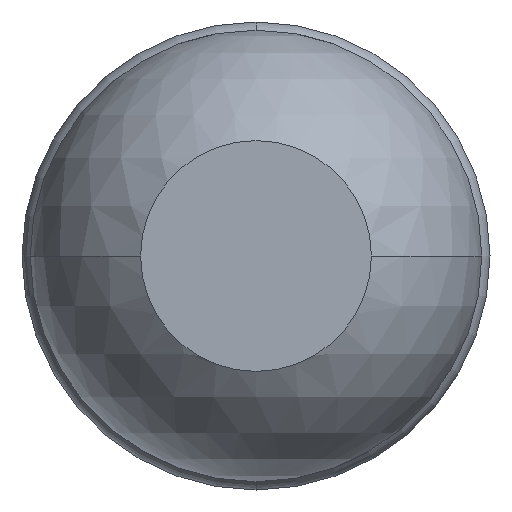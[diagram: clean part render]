
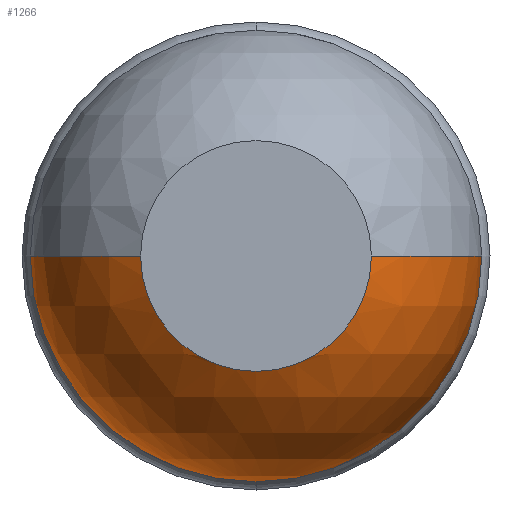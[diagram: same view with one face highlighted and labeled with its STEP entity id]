
A CAD part, front view. The second image highlights one B-rep face of the part: STEP entity #1266.
In plain terms, the highlighted spherical face has radius 0.685 mm.
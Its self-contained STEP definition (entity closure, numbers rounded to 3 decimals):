
#75 = CIRCLE ( 'NONE', #578, 0.685 ) ;
#93 = ORIENTED_EDGE ( 'NONE', *, *, #3271, .T. ) ;
#240 = EDGE_CURVE ( 'Defeature ausgef�hrt1_14+Defeature ausgef�hrt1_13+Defeature ausgef�hrt1_13+Defeature ausgef�hrt1_13', #756, #381, #75, .T. ) ;
#381 = VERTEX_POINT ( 'NONE', #2143 ) ;
#394 = EDGE_CURVE ( 'NONE', #1333, #756, #3936, .T. ) ;
#543 = EDGE_LOOP ( 'NONE', ( #2289, #93, #2075, #1385, #1273, #2303 ) ) ;
#578 = AXIS2_PLACEMENT_3D ( 'NONE', #3388, #2360, #1312 ) ;
#637 = CARTESIAN_POINT ( 'NONE',  ( 0., -27., -0.35 ) ) ;
#670 = DIRECTION ( 'NONE',  ( 0., 0., 1. ) ) ;
#756 = VERTEX_POINT ( 'NONE', #3805 ) ;
#1053 = CARTESIAN_POINT ( 'NONE',  ( -0.685, -26.411, 0. ) ) ;
#1129 = DIRECTION ( 'NONE',  ( 0., 0., -1. ) ) ;
#1157 = VERTEX_POINT ( 'NONE', #1053 ) ;
#1266 = ADVANCED_FACE ( 'Defeature ausgef�hrt1_13', ( #2507 ), #1919, .T. ) ;
#1273 = ORIENTED_EDGE ( 'NONE', *, *, #394, .F. ) ;
#1289 = CIRCLE ( 'NONE', #4054, 0.685 ) ;
#1312 = DIRECTION ( 'NONE',  ( 0., 0., 1. ) ) ;
#1333 = VERTEX_POINT ( 'NONE', #2480 ) ;
#1363 = DIRECTION ( 'NONE',  ( 1., 0., 0. ) ) ;
#1373 = CIRCLE ( 'NONE', #3868, 0.35 ) ;
#1385 = ORIENTED_EDGE ( 'NONE', *, *, #240, .F. ) ;
#1462 = EDGE_CURVE ( 'Defeature ausgef�hrt1_15+Defeature ausgef�hrt1_13+Defeature ausgef�hrt1_13+Defeature ausgef�hrt1_13', #2238, #1333, #3765, .T. ) ;
#1570 = EDGE_CURVE ( 'Defeature ausgef�hrt1_15+Defeature ausgef�hrt1_13+Defeature ausgef�hrt1_13+Defeature ausgef�hrt1_13', #4070, #2238, #1373, .T. ) ;
#1723 = CARTESIAN_POINT ( 'NONE',  ( 0., -26.411, 0. ) ) ;
#1919 = SPHERICAL_SURFACE ( 'NONE', #3719, 0.685 ) ;
#2075 = ORIENTED_EDGE ( 'NONE', *, *, #4193, .F. ) ;
#2143 = CARTESIAN_POINT ( 'NONE',  ( 0., -26.411, -0.685 ) ) ;
#2238 = VERTEX_POINT ( 'NONE', #637 ) ;
#2289 = ORIENTED_EDGE ( 'NONE', *, *, #1570, .F. ) ;
#2303 = ORIENTED_EDGE ( 'NONE', *, *, #1462, .F. ) ;
#2360 = DIRECTION ( 'NONE',  ( 0., 1., 0. ) ) ;
#2480 = CARTESIAN_POINT ( 'NONE',  ( 0.35, -27., 0. ) ) ;
#2507 = FACE_OUTER_BOUND ( 'NONE', #543, .T. ) ;
#2530 = CARTESIAN_POINT ( 'NONE',  ( 0., -26.411, 0. ) ) ;
#2782 = DIRECTION ( 'NONE',  ( 0., 0., -1. ) ) ;
#2866 = DIRECTION ( 'NONE',  ( 0., 0., 1. ) ) ;
#2921 = DIRECTION ( 'NONE',  ( 0., 0., -1. ) ) ;
#2923 = CIRCLE ( 'NONE', #3187, 0.685 ) ;
#3077 = CARTESIAN_POINT ( 'NONE',  ( 0., -26.411, 0. ) ) ;
#3131 = AXIS2_PLACEMENT_3D ( 'NONE', #3583, #3261, #2921 ) ;
#3170 = DIRECTION ( 'NONE',  ( -1., 0., 0. ) ) ;
#3187 = AXIS2_PLACEMENT_3D ( 'NONE', #3077, #4090, #670 ) ;
#3261 = DIRECTION ( 'NONE',  ( 0., -1., 0. ) ) ;
#3271 = EDGE_CURVE ( 'NONE', #4070, #1157, #1289, .T. ) ;
#3388 = CARTESIAN_POINT ( 'NONE',  ( 0., -26.411, 0. ) ) ;
#3583 = CARTESIAN_POINT ( 'NONE',  ( 0., -27., 0. ) ) ;
#3719 = AXIS2_PLACEMENT_3D ( 'NONE', #1723, #2782, #1363 ) ;
#3735 = CARTESIAN_POINT ( 'NONE',  ( -0.35, -27., 0. ) ) ;
#3765 = CIRCLE ( 'NONE', #3131, 0.35 ) ;
#3805 = CARTESIAN_POINT ( 'NONE',  ( 0.685, -26.411, 0. ) ) ;
#3854 = CARTESIAN_POINT ( 'NONE',  ( 0., -26.411, 0. ) ) ;
#3868 = AXIS2_PLACEMENT_3D ( 'NONE', #3961, #4298, #4311 ) ;
#3907 = DIRECTION ( 'NONE',  ( 1., 0., 0. ) ) ;
#3936 = CIRCLE ( 'NONE', #4429, 0.685 ) ;
#3961 = CARTESIAN_POINT ( 'NONE',  ( 0., -27., 0. ) ) ;
#4054 = AXIS2_PLACEMENT_3D ( 'NONE', #3854, #1129, #3170 ) ;
#4070 = VERTEX_POINT ( 'NONE', #3735 ) ;
#4090 = DIRECTION ( 'NONE',  ( 0., 1., 0. ) ) ;
#4193 = EDGE_CURVE ( 'Defeature ausgef�hrt1_14+Defeature ausgef�hrt1_13+Defeature ausgef�hrt1_13+Defeature ausgef�hrt1_13', #381, #1157, #2923, .T. ) ;
#4298 = DIRECTION ( 'NONE',  ( 0., -1., 0. ) ) ;
#4311 = DIRECTION ( 'NONE',  ( 0., 0., -1. ) ) ;
#4429 = AXIS2_PLACEMENT_3D ( 'NONE', #2530, #2866, #3907 ) ;
